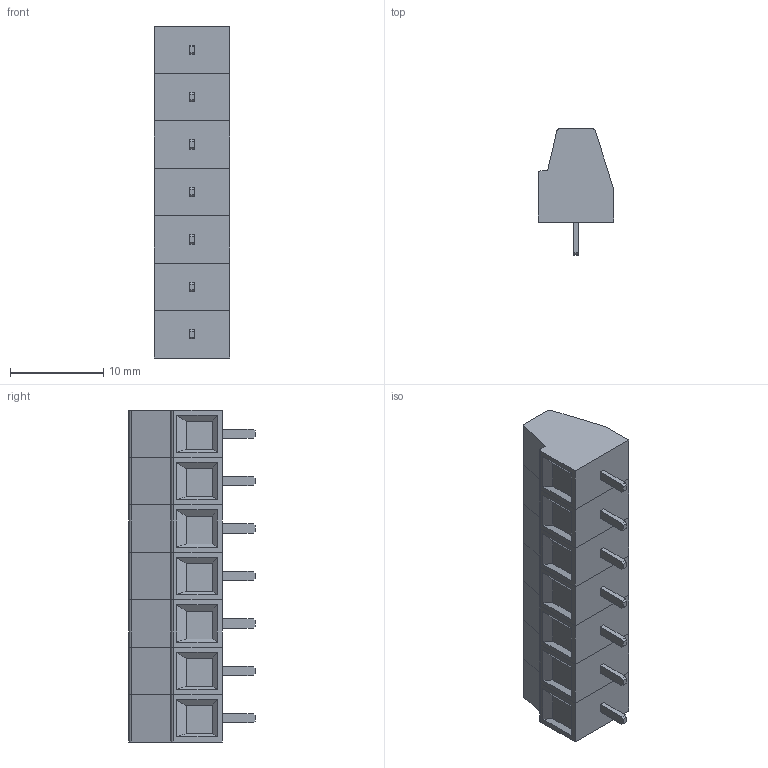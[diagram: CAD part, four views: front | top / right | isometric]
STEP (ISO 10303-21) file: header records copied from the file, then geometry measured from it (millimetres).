
FILE_DESCRIPTION(('FreeCAD Model'),'2;1');
FILE_NAME('MKDSN_1.5_7_5.08.stp','2014-11-06T18:56:18',('FreeCAD'),('FreeCAD'), 'Open CASCADE STEP processor 6.6','FreeCAD','Unknown');
FILE_SCHEMA(('AUTOMOTIVE_DESIGN_CC2 { 1 2 10303 214 -1 1 5 4 }'));
Length unit declared in the file: millimetre
Products named in the file (2): Array; Array001
Bounding box: 8.1 x 13.5 x 35.56 mm (x, y, z)
Volume: 2353.9 mm3; surface area: 2423.2 mm2
Topology: 21 solids, 21 shells, 238 faces, 546 edges, 364 vertices
Faces by surface type: plane 175, cylinder 35, bspline 28
Full cylindrical faces by diameter (mm): 3 x14
Entity records: 14072 total; most frequent: CARTESIAN_POINT 2759, DIRECTION 2039, LINE 1386, VECTOR 1386, ORIENTED_EDGE 1092, PCURVE 1092, DEFINITIONAL_REPRESENTATION 1092, EDGE_CURVE 546
